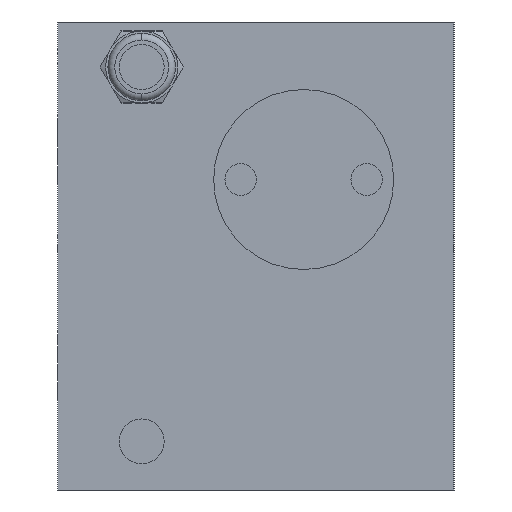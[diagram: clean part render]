
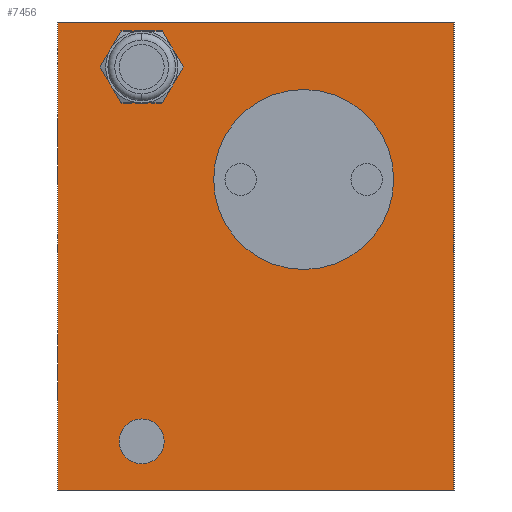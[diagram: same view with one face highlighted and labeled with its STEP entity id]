
A CAD part, left-side view. The second image highlights one B-rep face of the part: STEP entity #7456.
In plain terms, the highlighted planar face has unit normal (-1, 0, 0).
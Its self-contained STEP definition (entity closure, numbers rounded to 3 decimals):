
#1191=DIRECTION('',(0.,0.,1.));
#1192=VECTOR('',#1191,52.);
#1193=CARTESIAN_POINT('',(0.,44.,-52.));
#1194=LINE('',#1193,#1192);
#1235=DIRECTION('',(0.,-1.,0.));
#1236=VECTOR('',#1235,44.);
#1237=CARTESIAN_POINT('',(0.,44.,-52.));
#1238=LINE('',#1237,#1236);
#1239=DIRECTION('',(0.,1.,0.));
#1240=VECTOR('',#1239,44.);
#1241=CARTESIAN_POINT('',(0.,0.,0.));
#1242=LINE('',#1241,#1240);
#1243=DIRECTION('',(0.,0.,1.));
#1244=VECTOR('',#1243,52.);
#1245=CARTESIAN_POINT('',(0.,0.,-52.));
#1246=LINE('',#1245,#1244);
#1247=CARTESIAN_POINT('',(0.,16.7,-17.5));
#1248=DIRECTION('',(1.,0.,0.));
#1249=DIRECTION('',(0.,0.,-1.));
#1250=AXIS2_PLACEMENT_3D('',#1247,#1248,#1249);
#1252=CARTESIAN_POINT('',(0.,16.7,-17.5));
#1253=DIRECTION('',(1.,0.,0.));
#1254=DIRECTION('',(0.,0.,1.));
#1255=AXIS2_PLACEMENT_3D('',#1252,#1253,#1254);
#1257=CARTESIAN_POINT('',(0.,34.7,-46.6));
#1258=DIRECTION('',(1.,0.,0.));
#1259=DIRECTION('',(0.,0.,-1.));
#1260=AXIS2_PLACEMENT_3D('',#1257,#1258,#1259);
#1262=CARTESIAN_POINT('',(0.,34.7,-46.6));
#1263=DIRECTION('',(1.,0.,0.));
#1264=DIRECTION('',(0.,0.,1.));
#1265=AXIS2_PLACEMENT_3D('',#1262,#1263,#1264);
#1267=CARTESIAN_POINT('',(0.,34.7,-5.));
#1268=DIRECTION('',(-1.,0.,0.));
#1269=DIRECTION('',(0.,-0.866,0.5));
#1270=AXIS2_PLACEMENT_3D('',#1267,#1268,#1269);
#1272=CARTESIAN_POINT('',(0.,34.7,-5.));
#1273=DIRECTION('',(-1.,0.,0.));
#1274=DIRECTION('',(0.,0.,1.));
#1275=AXIS2_PLACEMENT_3D('',#1272,#1273,#1274);
#1277=CARTESIAN_POINT('',(0.,34.7,-5.));
#1278=DIRECTION('',(-1.,0.,0.));
#1279=DIRECTION('',(0.,0.866,0.5));
#1280=AXIS2_PLACEMENT_3D('',#1277,#1278,#1279);
#1282=CARTESIAN_POINT('',(0.,34.7,-5.));
#1283=DIRECTION('',(-1.,0.,0.));
#1284=DIRECTION('',(0.,0.866,-0.5));
#1285=AXIS2_PLACEMENT_3D('',#1282,#1283,#1284);
#1287=CARTESIAN_POINT('',(0.,34.7,-5.));
#1288=DIRECTION('',(-1.,0.,0.));
#1289=DIRECTION('',(0.,0.,-1.));
#1290=AXIS2_PLACEMENT_3D('',#1287,#1288,#1289);
#1292=CARTESIAN_POINT('',(0.,34.7,-5.));
#1293=DIRECTION('',(-1.,0.,0.));
#1294=DIRECTION('',(0.,-0.866,-0.5));
#1295=AXIS2_PLACEMENT_3D('',#1292,#1293,#1294);
#4895=CARTESIAN_POINT('',(0.,0.,-52.));
#4896=VERTEX_POINT('',#4895);
#4897=CARTESIAN_POINT('',(0.,44.,-52.));
#4898=VERTEX_POINT('',#4897);
#4935=CARTESIAN_POINT('',(0.,0.,0.));
#4936=VERTEX_POINT('',#4935);
#4937=CARTESIAN_POINT('',(0.,44.,0.));
#4938=VERTEX_POINT('',#4937);
#5565=CARTESIAN_POINT('',(0.,16.7,-27.5));
#5566=CARTESIAN_POINT('',(0.,16.7,-7.5));
#5567=VERTEX_POINT('',#5565);
#5568=VERTEX_POINT('',#5566);
#5569=CARTESIAN_POINT('',(0.,34.7,-49.1));
#5570=CARTESIAN_POINT('',(0.,34.7,-44.1));
#5571=VERTEX_POINT('',#5569);
#5572=VERTEX_POINT('',#5570);
#6257=CARTESIAN_POINT('',(0.,31.236,-3.));
#6258=CARTESIAN_POINT('',(0.,34.7,-1.));
#6259=VERTEX_POINT('',#6257);
#6260=VERTEX_POINT('',#6258);
#6261=CARTESIAN_POINT('',(0.,38.164,-7.));
#6262=CARTESIAN_POINT('',(0.,34.7,-9.));
#6263=VERTEX_POINT('',#6261);
#6264=VERTEX_POINT('',#6262);
#6265=CARTESIAN_POINT('',(0.,31.236,-7.));
#6266=VERTEX_POINT('',#6265);
#6267=CARTESIAN_POINT('',(0.,38.164,-3.));
#6268=VERTEX_POINT('',#6267);
#7418=CARTESIAN_POINT('',(0.,22.,-26.));
#7419=DIRECTION('',(1.,0.,0.));
#7420=DIRECTION('',(0.,-1.,0.));
#7421=AXIS2_PLACEMENT_3D('',#7418,#7419,#7420);
#7422=PLANE('',#7421);
#7423=ORIENTED_EDGE('',*,*,#7256,.F.);
#7424=ORIENTED_EDGE('',*,*,#7389,.T.);
#7425=ORIENTED_EDGE('',*,*,#6628,.F.);
#7427=ORIENTED_EDGE('',*,*,#7426,.F.);
#7428=EDGE_LOOP('',(#7423,#7424,#7425,#7427));
#7429=FACE_OUTER_BOUND('',#7428,.F.);
#7431=ORIENTED_EDGE('',*,*,#7430,.F.);
#7433=ORIENTED_EDGE('',*,*,#7432,.F.);
#7434=EDGE_LOOP('',(#7431,#7433));
#7435=FACE_BOUND('',#7434,.F.);
#7437=ORIENTED_EDGE('',*,*,#7436,.F.);
#7439=ORIENTED_EDGE('',*,*,#7438,.F.);
#7440=EDGE_LOOP('',(#7437,#7439));
#7441=FACE_BOUND('',#7440,.F.);
#7443=ORIENTED_EDGE('',*,*,#7442,.T.);
#7445=ORIENTED_EDGE('',*,*,#7444,.T.);
#7447=ORIENTED_EDGE('',*,*,#7446,.T.);
#7449=ORIENTED_EDGE('',*,*,#7448,.T.);
#7451=ORIENTED_EDGE('',*,*,#7450,.T.);
#7453=ORIENTED_EDGE('',*,*,#7452,.T.);
#7454=EDGE_LOOP('',(#7443,#7445,#7447,#7449,#7451,#7453));
#7455=FACE_BOUND('',#7454,.F.);
#7456=ADVANCED_FACE('',(#7429,#7435,#7441,#7455),#7422,.F.);
#1251=CIRCLE('',#1250,10.);
#1256=CIRCLE('',#1255,10.);
#1261=CIRCLE('',#1260,2.5);
#1266=CIRCLE('',#1265,2.5);
#1271=CIRCLE('',#1270,4.);
#1276=CIRCLE('',#1275,4.);
#1281=CIRCLE('',#1280,4.);
#1286=CIRCLE('',#1285,4.);
#1291=CIRCLE('',#1290,4.);
#1296=CIRCLE('',#1295,4.);
#6628=EDGE_CURVE('',#4936,#4938,#1242,.T.);
#7256=EDGE_CURVE('',#4898,#4896,#1238,.T.);
#7389=EDGE_CURVE('',#4898,#4938,#1194,.T.);
#7426=EDGE_CURVE('',#4896,#4936,#1246,.T.);
#7430=EDGE_CURVE('',#5567,#5568,#1251,.T.);
#7432=EDGE_CURVE('',#5568,#5567,#1256,.T.);
#7436=EDGE_CURVE('',#5571,#5572,#1261,.T.);
#7438=EDGE_CURVE('',#5572,#5571,#1266,.T.);
#7442=EDGE_CURVE('',#6259,#6260,#1271,.T.);
#7444=EDGE_CURVE('',#6260,#6268,#1276,.T.);
#7446=EDGE_CURVE('',#6268,#6263,#1281,.T.);
#7448=EDGE_CURVE('',#6263,#6264,#1286,.T.);
#7450=EDGE_CURVE('',#6264,#6266,#1291,.T.);
#7452=EDGE_CURVE('',#6266,#6259,#1296,.T.);
